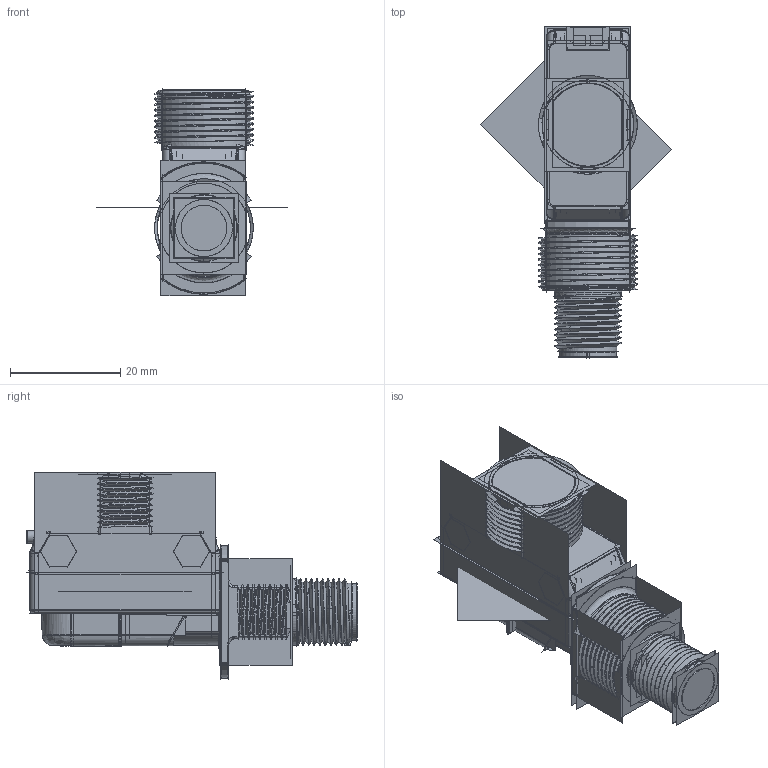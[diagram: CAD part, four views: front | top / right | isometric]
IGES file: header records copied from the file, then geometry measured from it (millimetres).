
Start section:  PTC IGES file: 156687.igs
Global section: file name: 156687.igs; native system: Creo Parametric by Parametric Technology Corporation; preprocessor: 2016010; author: pdmadmin; organization: Unknown; date: 20160413.111305; units: millimetre
Bounding box: 34.61 x 60.17 x 37.64 mm (x, y, z)
Volume: 8724.4 mm3; surface area: 111824 mm2
Topology: 7 solids, 7 shells, 2526 faces, 12632 edges, 15753 vertices
Faces by surface type: bspline 1400, revolution 1126
